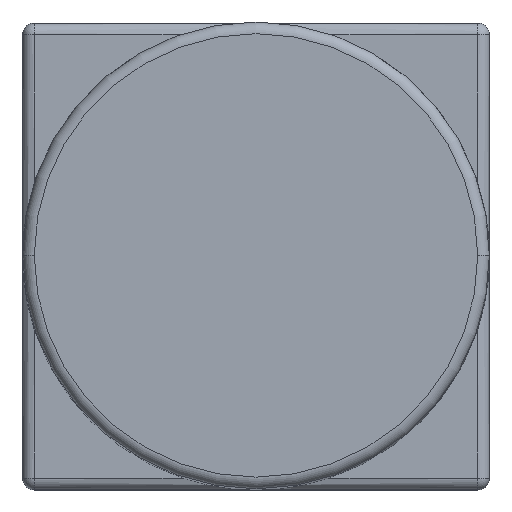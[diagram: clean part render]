
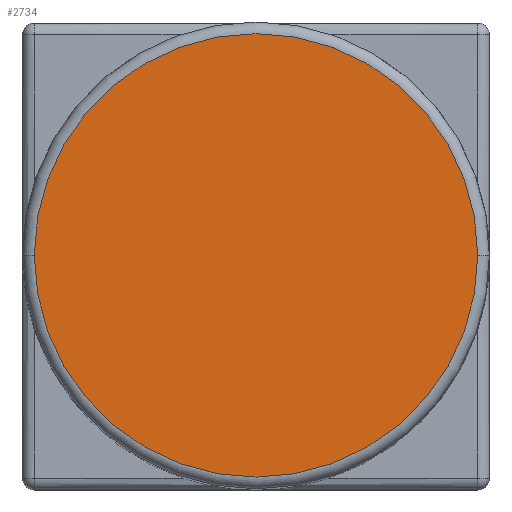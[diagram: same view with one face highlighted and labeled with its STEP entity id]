
A CAD part, top view. The second image highlights one B-rep face of the part: STEP entity #2734.
In plain terms, the highlighted planar face has unit normal (0, 0, 1).
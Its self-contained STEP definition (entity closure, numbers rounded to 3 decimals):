
#69=CARTESIAN_POINT('',(0.,0.,0.));
#70=DIRECTION('',(0.,0.,1.));
#71=DIRECTION('',(-1.,0.,0.));
#72=AXIS2_PLACEMENT_3D('',#69,#70,#71);
#78=CARTESIAN_POINT('',(0.,0.,0.));
#79=DIRECTION('',(0.,0.,1.));
#80=DIRECTION('',(1.,0.,0.));
#81=AXIS2_PLACEMENT_3D('',#78,#79,#80);
#2703=CARTESIAN_POINT('',(-19.,0.,0.));
#2704=CARTESIAN_POINT('',(19.,0.,0.));
#2705=VERTEX_POINT('',#2703);
#2706=VERTEX_POINT('',#2704);
#2723=CARTESIAN_POINT('',(0.,0.,0.));
#2724=DIRECTION('',(0.,0.,1.));
#2725=DIRECTION('',(1.,0.,0.));
#2726=AXIS2_PLACEMENT_3D('',#2723,#2724,#2725);
#2727=PLANE('',#2726);
#2729=ORIENTED_EDGE('',*,*,#2728,.F.);
#2731=ORIENTED_EDGE('',*,*,#2730,.F.);
#2732=EDGE_LOOP('',(#2729,#2731));
#2733=FACE_OUTER_BOUND('',#2732,.F.);
#2734=ADVANCED_FACE('',(#2733),#2727,.T.);
#73=CIRCLE('',#72,19.);
#82=CIRCLE('',#81,19.);
#2728=EDGE_CURVE('',#2705,#2706,#73,.T.);
#2730=EDGE_CURVE('',#2706,#2705,#82,.T.);
